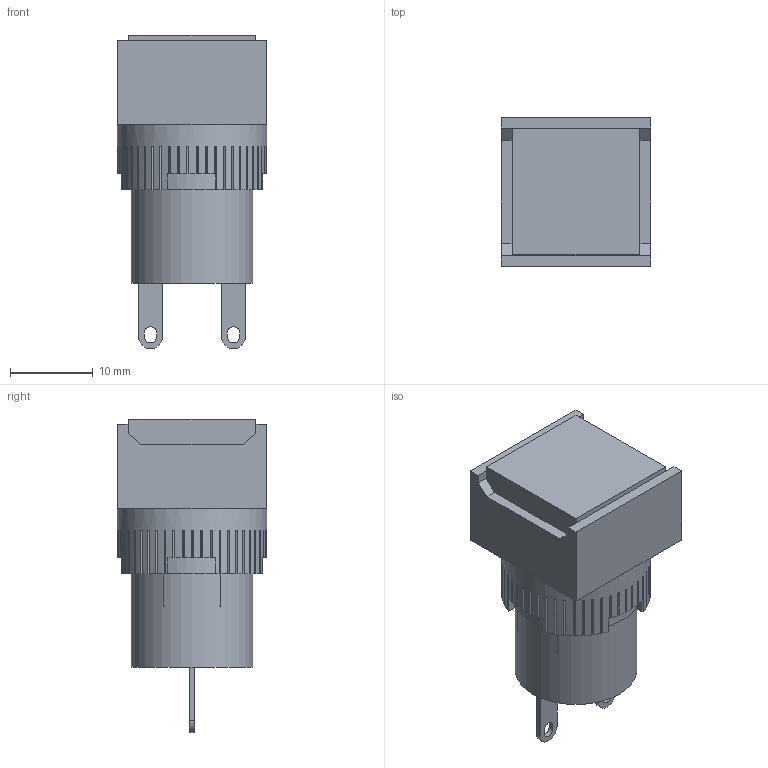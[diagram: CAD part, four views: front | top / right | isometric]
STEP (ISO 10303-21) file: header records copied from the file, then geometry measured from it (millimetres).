
FILE_DESCRIPTION(/* description */ (''),/* implementation_level */ '2;1');
FILE_NAME(/* name */ 'L16PLS20xxxxxxx.stp',/* time_stamp */ '2025-05-22T13:42:27-05:00',/* author */ ('mroman'),/* organization */ (''),/* preprocessor_version */ 'ST-DEVELOPER v18.1',/* originating_system */ 'Autodesk Inventor 2022',/* authorisation */ '');
FILE_SCHEMA (('AUTOMOTIVE_DESIGN { 1 0 10303 214 3 1 1 }'));
Length unit declared in the file: centimetre
Products named in the file (1): L16PLS20xxxxxxx
Bounding box: 18 x 18 x 37.8 mm (x, y, z)
Volume: 4355 mm3; surface area: 5632.8 mm2
Topology: 2 solids, 2 shells, 422 faces, 1212 edges, 805 vertices
Faces by surface type: plane 362, bspline 31, cylinder 24, cone 3, torus 2
Full cylindrical faces by diameter (mm): 3.5 x2, 6.7 x1, 14.7 x1, 18 x1
Entity records: 14660 total; most frequent: CARTESIAN_POINT 3642, ORIENTED_EDGE 2424, DIRECTION 2084, EDGE_CURVE 1212, LINE 966, VECTOR 966, VERTEX_POINT 805, AXIS2_PLACEMENT_3D 559
